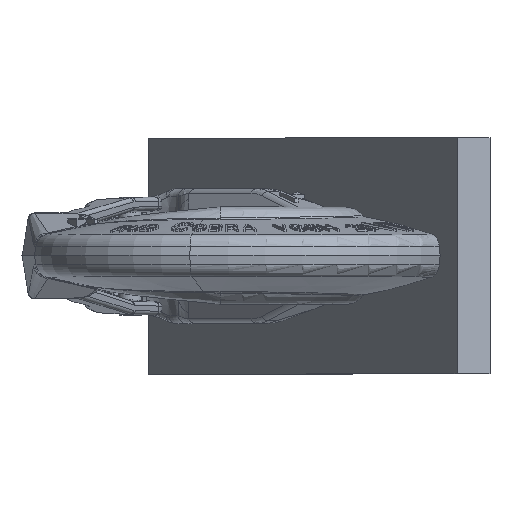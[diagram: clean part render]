
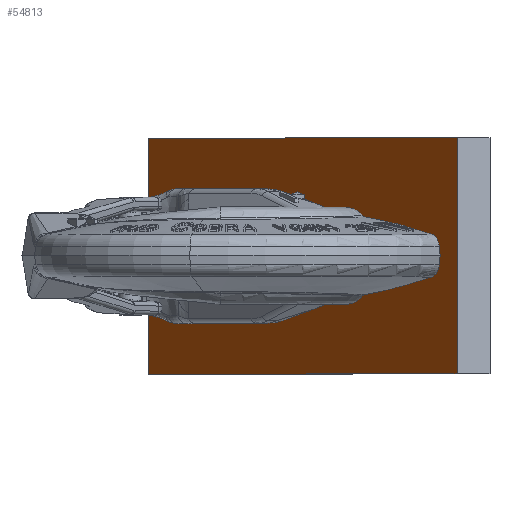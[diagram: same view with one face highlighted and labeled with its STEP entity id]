
A CAD part, top view. The second image highlights one B-rep face of the part: STEP entity #54813.
In plain terms, the highlighted face is planar.
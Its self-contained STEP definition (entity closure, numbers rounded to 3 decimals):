
#54698=DIRECTION('',(0.,-1.,0.));
#54699=VECTOR('',#54698,288.);
#54700=CARTESIAN_POINT('',(-60.,144.,20.));
#54701=LINE('',#54700,#54699);
#54702=DIRECTION('',(-1.,0.,0.));
#54703=VECTOR('',#54702,120.);
#54704=CARTESIAN_POINT('',(60.,144.,20.));
#54705=LINE('',#54704,#54703);
#54706=DIRECTION('',(0.,1.,0.));
#54707=VECTOR('',#54706,288.);
#54708=CARTESIAN_POINT('',(60.,-144.,20.));
#54709=LINE('',#54708,#54707);
#54710=DIRECTION('',(1.,0.,0.));
#54711=VECTOR('',#54710,120.);
#54712=CARTESIAN_POINT('',(-60.,-144.,20.));
#54713=LINE('',#54712,#54711);
#54722=CARTESIAN_POINT('',(-60.,144.,20.));
#54723=CARTESIAN_POINT('',(-60.,-144.,20.));
#54724=VERTEX_POINT('',#54722);
#54725=VERTEX_POINT('',#54723);
#54726=CARTESIAN_POINT('',(60.,-144.,20.));
#54727=VERTEX_POINT('',#54726);
#54728=CARTESIAN_POINT('',(60.,144.,20.));
#54729=VERTEX_POINT('',#54728);
#54802=CARTESIAN_POINT('',(0.,0.,20.));
#54803=DIRECTION('',(0.,0.,1.));
#54804=DIRECTION('',(1.,0.,0.));
#54805=AXIS2_PLACEMENT_3D('',#54802,#54803,#54804);
#54806=PLANE('',#54805);
#54807=ORIENTED_EDGE('',*,*,#54754,.F.);
#54808=ORIENTED_EDGE('',*,*,#54769,.F.);
#54809=ORIENTED_EDGE('',*,*,#54783,.F.);
#54810=ORIENTED_EDGE('',*,*,#54796,.F.);
#54811=EDGE_LOOP('',(#54807,#54808,#54809,#54810));
#54812=FACE_OUTER_BOUND('',#54811,.F.);
#54813=ADVANCED_FACE('',(#54812),#54806,.T.);
#54754=EDGE_CURVE('',#54724,#54725,#54701,.T.);
#54769=EDGE_CURVE('',#54729,#54724,#54705,.T.);
#54783=EDGE_CURVE('',#54727,#54729,#54709,.T.);
#54796=EDGE_CURVE('',#54725,#54727,#54713,.T.);
